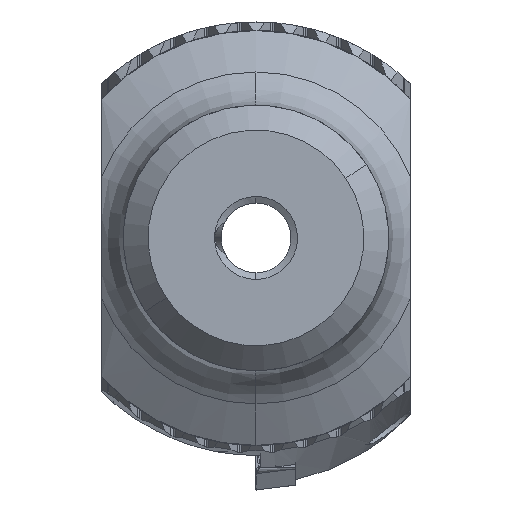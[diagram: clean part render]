
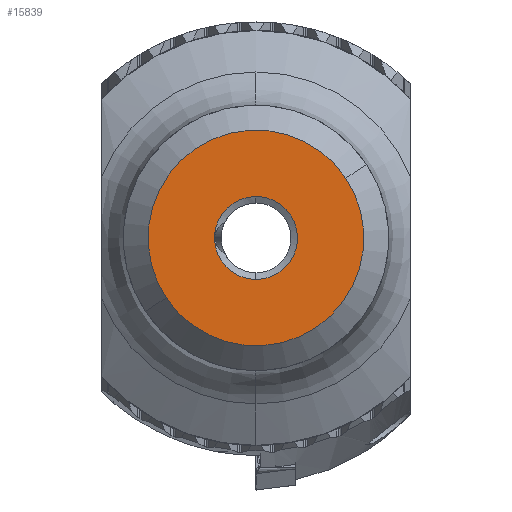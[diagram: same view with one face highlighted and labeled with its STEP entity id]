
A CAD part, left-side view. The second image highlights one B-rep face of the part: STEP entity #15839.
In plain terms, the highlighted planar face has unit normal (-1, 0, 0).
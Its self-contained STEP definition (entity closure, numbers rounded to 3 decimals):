
#558 = VERTEX_POINT ( 'NONE', #15152 ) ;
#2766 = FACE_BOUND ( 'NONE', #17800, .T. ) ;
#2772 = FACE_OUTER_BOUND ( 'NONE', #18169, .T. ) ;
#5309 = AXIS2_PLACEMENT_3D ( 'NONE', #23508, #23507, #23512 ) ;
#9304 = VERTEX_POINT ( 'NONE', #15571 ) ;
#9890 = CARTESIAN_POINT ( 'NONE',  ( -120., 0., 6.5 ) ) ;
#9896 = CARTESIAN_POINT ( 'NONE',  ( -120., 0., 2.5 ) ) ;
#11157 = AXIS2_PLACEMENT_3D ( 'NONE', #13342, #13343, #13344 ) ;
#11158 = AXIS2_PLACEMENT_3D ( 'NONE', #13349, #13350, #13351 ) ;
#11159 = AXIS2_PLACEMENT_3D ( 'NONE', #13354, #13355, #13356 ) ;
#11161 = AXIS2_PLACEMENT_3D ( 'NONE', #13360, #13361, #13362 ) ;
#11725 = CIRCLE ( 'NONE', #11157, 6.5 ) ;
#11728 = CIRCLE ( 'NONE', #11158, 2.5 ) ;
#11733 = CIRCLE ( 'NONE', #11159, 2.5 ) ;
#11739 = CIRCLE ( 'NONE', #11161, 6.5 ) ;
#13342 = CARTESIAN_POINT ( 'NONE',  ( -120., 0., 0. ) ) ;
#13343 = DIRECTION ( 'NONE',  ( 1., 0., 0. ) ) ;
#13344 = DIRECTION ( 'NONE',  ( 0., 0., -1. ) ) ;
#13349 = CARTESIAN_POINT ( 'NONE',  ( -120., 0., 0. ) ) ;
#13350 = DIRECTION ( 'NONE',  ( 1., 0., 0. ) ) ;
#13351 = DIRECTION ( 'NONE',  ( 0., 0., -1. ) ) ;
#13354 = CARTESIAN_POINT ( 'NONE',  ( -120., 0., 0. ) ) ;
#13355 = DIRECTION ( 'NONE',  ( 1., 0., 0. ) ) ;
#13356 = DIRECTION ( 'NONE',  ( 0., 0., -1. ) ) ;
#13360 = CARTESIAN_POINT ( 'NONE',  ( -120., 0., 0. ) ) ;
#13361 = DIRECTION ( 'NONE',  ( 1., 0., 0. ) ) ;
#13362 = DIRECTION ( 'NONE',  ( 0., 0., -1. ) ) ;
#15152 = CARTESIAN_POINT ( 'NONE',  ( -120., 0., -6.5 ) ) ;
#15571 = CARTESIAN_POINT ( 'NONE',  ( -120., 0., -2.5 ) ) ;
#15839 = ADVANCED_FACE ( 'NONE', ( #2766, #2772 ), #23510, .T. ) ;
#16645 = VERTEX_POINT ( 'NONE', #9890 ) ;
#16648 = VERTEX_POINT ( 'NONE', #9896 ) ;
#17170 = EDGE_CURVE ( 'NONE', #558, #16645, #11725, .T. ) ;
#17173 = EDGE_CURVE ( 'NONE', #16648, #9304, #11728, .T. ) ;
#17176 = EDGE_CURVE ( 'NONE', #9304, #16648, #11733, .T. ) ;
#17178 = EDGE_CURVE ( 'NONE', #16645, #558, #11739, .T. ) ;
#17800 = EDGE_LOOP ( 'NONE', ( #17903, #17904 ) ) ;
#17903 = ORIENTED_EDGE ( 'NONE', *, *, #17176, .T. ) ;
#17904 = ORIENTED_EDGE ( 'NONE', *, *, #17173, .T. ) ;
#17905 = ORIENTED_EDGE ( 'NONE', *, *, #17170, .F. ) ;
#17906 = ORIENTED_EDGE ( 'NONE', *, *, #17178, .F. ) ;
#18169 = EDGE_LOOP ( 'NONE', ( #17905, #17906 ) ) ;
#23507 = DIRECTION ( 'NONE',  ( -1., 0., 0. ) ) ;
#23508 = CARTESIAN_POINT ( 'NONE',  ( -120., 2.5, 0. ) ) ;
#23510 = PLANE ( 'NONE',  #5309 ) ;
#23512 = DIRECTION ( 'NONE',  ( 0., 0., 1. ) ) ;
